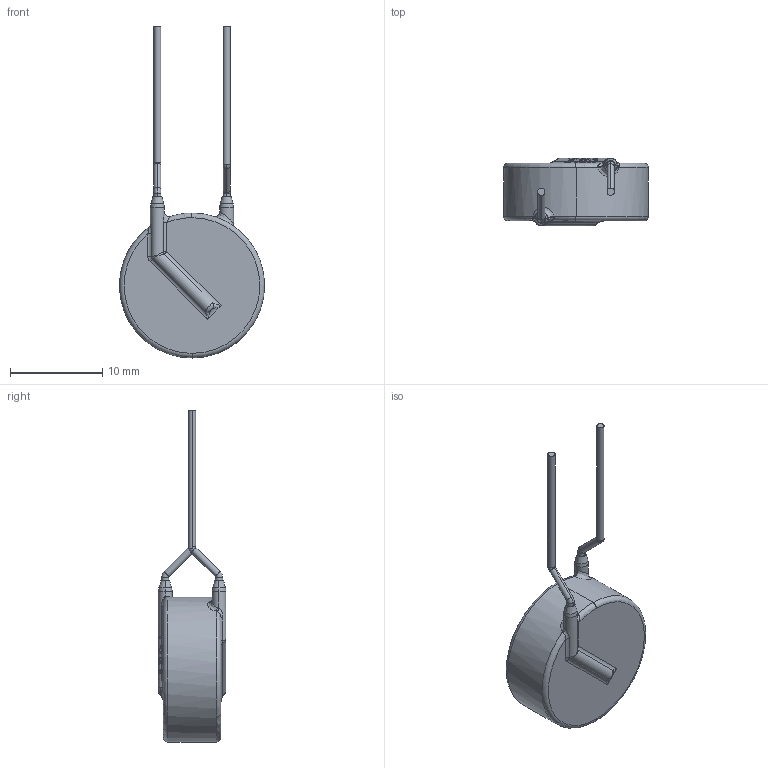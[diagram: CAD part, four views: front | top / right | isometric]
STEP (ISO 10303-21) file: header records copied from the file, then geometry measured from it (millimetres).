
FILE_DESCRIPTION (( 'STEP AP203' ), '1' );
FILE_NAME ('IsoM5-xxxMT_L2.STEP', '2021-07-07T20:11:18', ( '' ), ( '' ), 'SwSTEP 2.0', 'SolidWorks 2020', '' );
FILE_SCHEMA (( 'CONFIG_CONTROL_DESIGN' ));
Length unit declared in the file: inch
Products named in the file (8): IsoM5-xxxMT_L2; EPOXY_AF0.stp; GLASS_14.stp; PISO5CVXXXK14M.stp; AISO5CVXXXM14_ASM.stp; AISO5CVXXXM14-_ASM.stp; isomov_sestavljen_k14_asm.stp; WIRE_AF0.stp
Assembly tree (9 placements, depth 5):
  IsoM5-xxxMT_L2
    isomov_sestavljen_k14_asm.stp
      AISO5CVXXXM14_ASM.stp
        AISO5CVXXXM14-_ASM.stp
          PISO5CVXXXK14M.stp  x2
          GLASS_14.stp  x2
      WIRE_AF0.stp
      EPOXY_AF0.stp
Bounding box: 15.7 x 7.34 x 35.95 mm (x, y, z)
Volume: 841.1 mm3; surface area: 3322.3 mm2
Topology: 6 solids, 10 shells, 1873 faces, 4646 edges, 3074 vertices
Faces by surface type: plane 1166, bspline 412, cylinder 235, cone 36, torus 22, sphere 2
Entity records: 56074 total; most frequent: CARTESIAN_POINT 21337, ORIENTED_EDGE 7742, DIRECTION 5337, EDGE_CURVE 3875, VERTEX_POINT 2560, LINE 2423, VECTOR 2423, EDGE_LOOP 1760
